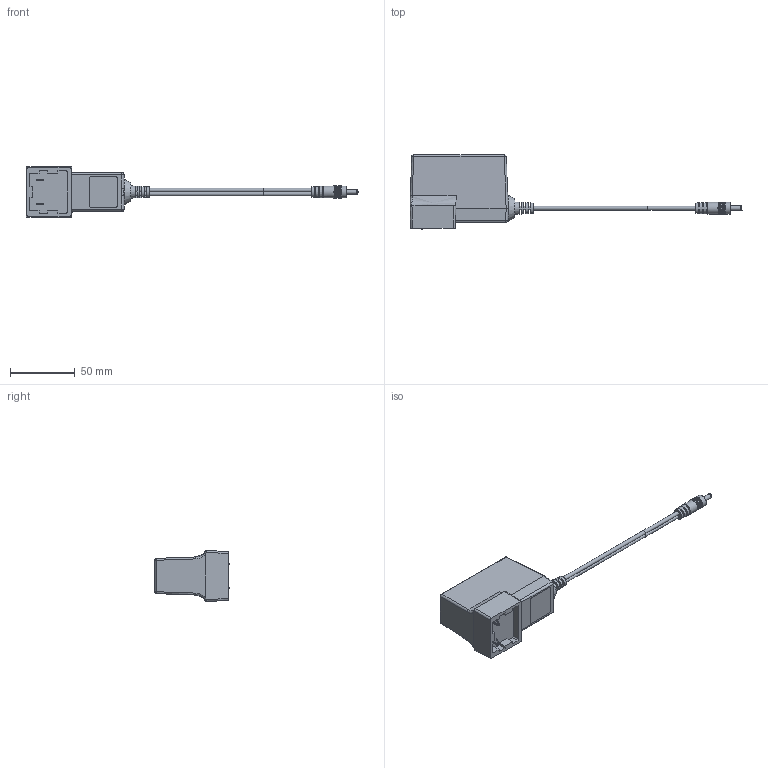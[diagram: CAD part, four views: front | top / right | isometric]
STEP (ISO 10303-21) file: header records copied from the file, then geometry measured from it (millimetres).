
FILE_DESCRIPTION(/* description */ (''),/* implementation_level */ '2;1');
FILE_NAME(/* name */ 'LED - Power Cord (KPS201).step',/* time_stamp */ '2024-06-17T21:28:39-04:00',/* author */ (''),/* organization */ (''),/* preprocessor_version */ 'ST-DEVELOPER v20',/* originating_system */ 'Autodesk Translation Framework v12.20.1.177',/* authorisation */ '');
FILE_SCHEMA (('AUTOMOTIVE_DESIGN { 1 0 10303 214 3 1 1 }'));
Length unit declared in the file: millimetre
Products named in the file (5): LED - Power Cord (KPS201); BG0273^KPS201; Component2; Component3; Component4
Assembly tree (4 placements, depth 3):
  LED - Power Cord (KPS201)
    BG0273^KPS201
      Component2
      Component3
      Component4
Bounding box: 255.69 x 57.04 x 39.14 mm (x, y, z)
Volume: 121637.7 mm3; surface area: 20948.5 mm2
Topology: 3 solids, 3 shells, 342 faces, 689 edges, 488 vertices
Faces by surface type: plane 135, sphere 126, cylinder 73, bspline 5, cone 3
Full cylindrical faces by diameter (mm): 1.5 x2, 3.5 x2, 9 x1
Entity records: 13295 total; most frequent: CARTESIAN_POINT 6031, DIRECTION 1402, ORIENTED_EDGE 1378, EDGE_CURVE 689, AXIS2_PLACEMENT_3D 533, VERTEX_POINT 488, EDGE_LOOP 483, FACE_OUTER_BOUND 342
